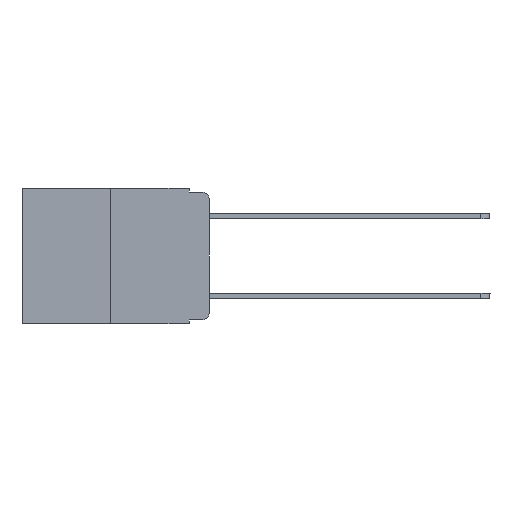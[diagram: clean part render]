
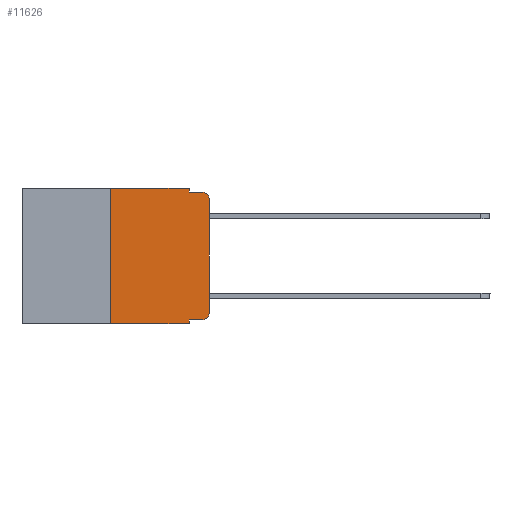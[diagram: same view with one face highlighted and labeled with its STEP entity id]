
A CAD part, left-side view. The second image highlights one B-rep face of the part: STEP entity #11626.
In plain terms, the highlighted planar face has unit normal (-1, 0, 0).
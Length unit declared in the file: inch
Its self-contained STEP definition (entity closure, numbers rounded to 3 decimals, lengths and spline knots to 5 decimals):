
#39 = PLANE ( 'NONE',  #9757 ) ;
#254 = ORIENTED_EDGE ( 'NONE', *, *, #8352, .F. ) ;
#300 = VERTEX_POINT ( 'NONE', #5227 ) ;
#397 = VERTEX_POINT ( 'NONE', #6241 ) ;
#527 = EDGE_LOOP ( 'NONE', ( #2519, #7164, #254, #10535, #2752, #1776, #8851, #6191, #954, #10350 ) ) ;
#629 = EDGE_CURVE ( 'NONE', #6898, #8370, #8279, .T. ) ;
#954 = ORIENTED_EDGE ( 'NONE', *, *, #5488, .T. ) ;
#963 = CARTESIAN_POINT ( 'NONE',  ( 0., 0.02, -0.313 ) ) ;
#1184 = CARTESIAN_POINT ( 'NONE',  ( 0., 0.473, 0. ) ) ;
#1274 = DIRECTION ( 'NONE',  ( 0., 0., 1. ) ) ;
#1283 = CARTESIAN_POINT ( 'NONE',  ( 0., 0.051, -0.01 ) ) ;
#1616 = DIRECTION ( 'NONE',  ( 0., 0., 1. ) ) ;
#1776 = ORIENTED_EDGE ( 'NONE', *, *, #11749, .F. ) ;
#1986 = AXIS2_PLACEMENT_3D ( 'NONE', #8109, #2496, #7224 ) ;
#2191 = VECTOR ( 'NONE', #10778, 39.37008 ) ;
#2496 = DIRECTION ( 'NONE',  ( -1., 0., 0. ) ) ;
#2519 = ORIENTED_EDGE ( 'NONE', *, *, #4937, .T. ) ;
#2752 = ORIENTED_EDGE ( 'NONE', *, *, #6206, .F. ) ;
#2793 = DIRECTION ( 'NONE',  ( 0., 0., -1. ) ) ;
#2854 = LINE ( 'NONE', #7362, #7248 ) ;
#2984 = CARTESIAN_POINT ( 'NONE',  ( 0., 0.473, -0.343 ) ) ;
#3250 = CIRCLE ( 'NONE', #5296, 0.02 ) ;
#3391 = CIRCLE ( 'NONE', #1986, 0.02 ) ;
#3879 = VECTOR ( 'NONE', #1274, 39.37008 ) ;
#3946 = DIRECTION ( 'NONE',  ( -1., 0., 0. ) ) ;
#4109 = DIRECTION ( 'NONE',  ( 0., 0., -1. ) ) ;
#4304 = VECTOR ( 'NONE', #11344, 39.37008 ) ;
#4517 = CARTESIAN_POINT ( 'NONE',  ( 0., 0.473, 0. ) ) ;
#4937 = EDGE_CURVE ( 'NONE', #6455, #5318, #11040, .T. ) ;
#5227 = CARTESIAN_POINT ( 'NONE',  ( 0., 0.051, -0.01 ) ) ;
#5296 = AXIS2_PLACEMENT_3D ( 'NONE', #963, #3946, #8768 ) ;
#5318 = VERTEX_POINT ( 'NONE', #8903 ) ;
#5488 = EDGE_CURVE ( 'NONE', #6898, #11959, #2854, .T. ) ;
#5697 = EDGE_CURVE ( 'NONE', #397, #8370, #10300, .T. ) ;
#5880 = LINE ( 'NONE', #9798, #9941 ) ;
#5935 = CARTESIAN_POINT ( 'NONE',  ( 0., 0.051, -0.333 ) ) ;
#6176 = CARTESIAN_POINT ( 'NONE',  ( 0., 0.02, -0.01 ) ) ;
#6191 = ORIENTED_EDGE ( 'NONE', *, *, #629, .F. ) ;
#6206 = EDGE_CURVE ( 'NONE', #10473, #7729, #11301, .T. ) ;
#6240 = CARTESIAN_POINT ( 'NONE',  ( 0., 0., 0. ) ) ;
#6241 = CARTESIAN_POINT ( 'NONE',  ( 0., 0.25, -0.343 ) ) ;
#6455 = VERTEX_POINT ( 'NONE', #8818 ) ;
#6541 = CARTESIAN_POINT ( 'NONE',  ( 0., 0.25, 0. ) ) ;
#6898 = VERTEX_POINT ( 'NONE', #5935 ) ;
#7043 = EDGE_CURVE ( 'NONE', #5318, #11986, #3391, .T. ) ;
#7083 = CARTESIAN_POINT ( 'NONE',  ( 0., 0.051, -0.343 ) ) ;
#7164 = ORIENTED_EDGE ( 'NONE', *, *, #7043, .T. ) ;
#7224 = DIRECTION ( 'NONE',  ( 0., 0., -1. ) ) ;
#7248 = VECTOR ( 'NONE', #10984, 39.37008 ) ;
#7269 = VECTOR ( 'NONE', #9725, 39.37008 ) ;
#7322 = EDGE_CURVE ( 'NONE', #11959, #6455, #3250, .T. ) ;
#7362 = CARTESIAN_POINT ( 'NONE',  ( 0., 0.051, -0.333 ) ) ;
#7729 = VERTEX_POINT ( 'NONE', #8015 ) ;
#8015 = CARTESIAN_POINT ( 'NONE',  ( 0., 0.051, 0. ) ) ;
#8109 = CARTESIAN_POINT ( 'NONE',  ( 0., 0.02, -0.03 ) ) ;
#8279 = LINE ( 'NONE', #10591, #7269 ) ;
#8352 = EDGE_CURVE ( 'NONE', #300, #11986, #8632, .T. ) ;
#8370 = VERTEX_POINT ( 'NONE', #7083 ) ;
#8379 = EDGE_CURVE ( 'NONE', #7729, #300, #5880, .T. ) ;
#8403 = DIRECTION ( 'NONE',  ( 1., 0., 0. ) ) ;
#8427 = FACE_OUTER_BOUND ( 'NONE', #527, .T. ) ;
#8542 = VECTOR ( 'NONE', #8666, 39.37008 ) ;
#8632 = LINE ( 'NONE', #1283, #2191 ) ;
#8643 = CARTESIAN_POINT ( 'NONE',  ( 0., 0.02, -0.333 ) ) ;
#8666 = DIRECTION ( 'NONE',  ( 0., -1., 0. ) ) ;
#8718 = VECTOR ( 'NONE', #1616, 39.37008 ) ;
#8768 = DIRECTION ( 'NONE',  ( 0., 0., -1. ) ) ;
#8818 = CARTESIAN_POINT ( 'NONE',  ( 0., 0., -0.313 ) ) ;
#8851 = ORIENTED_EDGE ( 'NONE', *, *, #5697, .T. ) ;
#8903 = CARTESIAN_POINT ( 'NONE',  ( 0., 0., -0.03 ) ) ;
#9725 = DIRECTION ( 'NONE',  ( 0., 0., -1. ) ) ;
#9757 = AXIS2_PLACEMENT_3D ( 'NONE', #4517, #8403, #2793 ) ;
#9798 = CARTESIAN_POINT ( 'NONE',  ( 0., 0.051, 0. ) ) ;
#9941 = VECTOR ( 'NONE', #4109, 39.37008 ) ;
#10300 = LINE ( 'NONE', #2984, #4304 ) ;
#10350 = ORIENTED_EDGE ( 'NONE', *, *, #7322, .T. ) ;
#10473 = VERTEX_POINT ( 'NONE', #6541 ) ;
#10535 = ORIENTED_EDGE ( 'NONE', *, *, #8379, .F. ) ;
#10572 = CARTESIAN_POINT ( 'NONE',  ( 0., 0.25, 0. ) ) ;
#10591 = CARTESIAN_POINT ( 'NONE',  ( 0., 0.051, 0. ) ) ;
#10778 = DIRECTION ( 'NONE',  ( 0., -1., 0. ) ) ;
#10984 = DIRECTION ( 'NONE',  ( 0., -1., 0. ) ) ;
#11040 = LINE ( 'NONE', #6240, #8718 ) ;
#11301 = LINE ( 'NONE', #1184, #8542 ) ;
#11344 = DIRECTION ( 'NONE',  ( 0., -1., 0. ) ) ;
#11626 = ADVANCED_FACE ( 'NONE', ( #8427 ), #39, .F. ) ;
#11749 = EDGE_CURVE ( 'NONE', #397, #10473, #12051, .T. ) ;
#11959 = VERTEX_POINT ( 'NONE', #8643 ) ;
#11986 = VERTEX_POINT ( 'NONE', #6176 ) ;
#12051 = LINE ( 'NONE', #10572, #3879 ) ;
